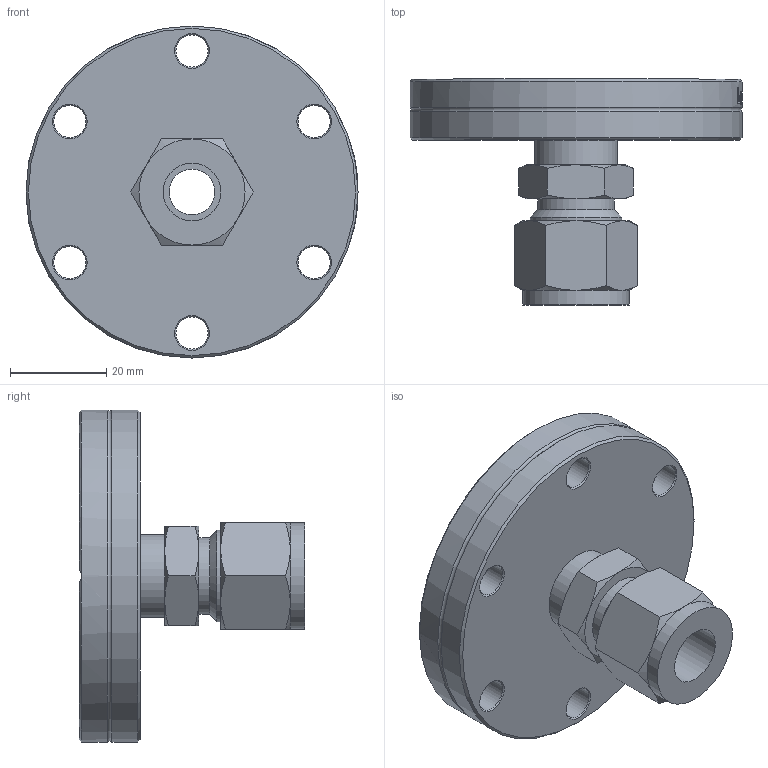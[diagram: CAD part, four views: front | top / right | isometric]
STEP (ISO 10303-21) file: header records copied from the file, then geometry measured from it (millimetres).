
FILE_DESCRIPTION(/* description */ (''),/* implementation_level */ '2;1');
FILE_NAME(/* name */ 'FL-SWG12M-40CF.stp',/* time_stamp */ '2019-02-28T11:38:03+00:00',/* author */ ('paul'),/* organization */ (''),/* preprocessor_version */ 'ST-DEVELOPER v17.2',/* originating_system */ 'Autodesk Inventor 2019',/* authorisation */ '');
FILE_SCHEMA (('AUTOMOTIVE_DESIGN { 1 0 10303 214 3 1 1 }'));
Length unit declared in the file: millimetre
Products named in the file (3): FL-SWG12M-16CF; FL-40CF; SS-12M0-1-6W
Assembly tree (2 placements, depth 2):
  FL-SWG12M-16CF
    FL-40CF
    SS-12M0-1-6W
Bounding box: 69.1 x 47 x 69.1 mm (x, y, z)
Volume: 50091.9 mm3; surface area: 17171.9 mm2
Topology: 2 solids, 2 shells, 178 faces, 454 edges, 293 vertices
Faces by surface type: plane 66, cone 42, bspline 41, cylinder 28, torus 1
Full cylindrical faces by diameter (mm): 6.7 x6, 9.5 x1, 10.668 x1, 12 x1, 13 x1, 16.025 x1, 17.272 x2, 19.05 x1, 22.098 x1, 48.26 x1, 69.1 x2
Entity records: 6906 total; most frequent: CARTESIAN_POINT 2750, ORIENTED_EDGE 908, DIRECTION 754, EDGE_CURVE 454, AXIS2_PLACEMENT_3D 298, VERTEX_POINT 293, EDGE_LOOP 207, FACE_OUTER_BOUND 178
